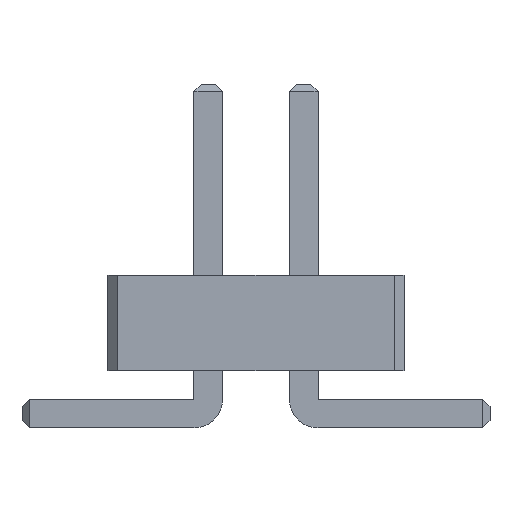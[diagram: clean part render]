
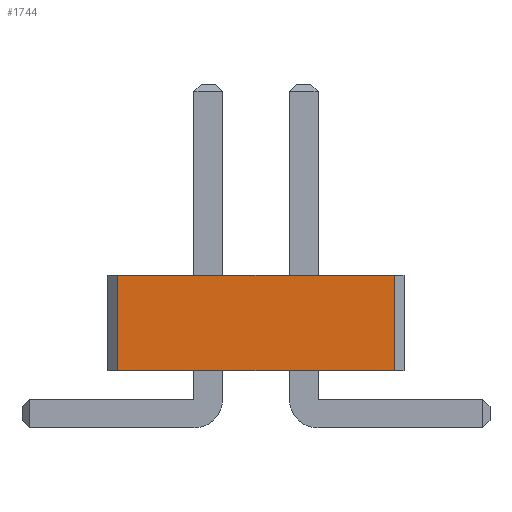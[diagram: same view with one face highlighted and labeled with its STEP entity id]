
A CAD part, front view. The second image highlights one B-rep face of the part: STEP entity #1744.
In plain terms, the highlighted planar face has unit normal (0, -1, 0).
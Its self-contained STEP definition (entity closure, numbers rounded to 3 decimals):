
#13=DIRECTION('',(0.,0.,1.));
#27=VECTOR('',#13,1.);
#67=DIRECTION('',(1.,0.,0.));
#1731=VERTEX_POINT('',#1732);
#1732=CARTESIAN_POINT('',(-1.45,-15.,1.6));
#1735=EDGE_CURVE('',#1736,#1731,#1738,.T.);
#1736=VERTEX_POINT('',#1737);
#1737=CARTESIAN_POINT('',(-1.45,-15.,0.6));
#1738=LINE('',#1737,#27);
#1744=ADVANCED_FACE('',(#1745),#1762,.F.);
#1745=FACE_BOUND('',#1746,.F.);
#1746=EDGE_LOOP('',(#1747,#1748,#1754,#1759));
#1747=ORIENTED_EDGE('',*,*,#1735,.T.);
#1748=ORIENTED_EDGE('',*,*,#1749,.T.);
#1749=EDGE_CURVE('',#1731,#1750,#1752,.T.);
#1750=VERTEX_POINT('',#1751);
#1751=CARTESIAN_POINT('',(1.45,-15.,1.6));
#1752=LINE('',#1732,#1753);
#1753=VECTOR('',#67,1.);
#1754=ORIENTED_EDGE('',*,*,#1755,.F.);
#1755=EDGE_CURVE('',#1756,#1750,#1758,.T.);
#1756=VERTEX_POINT('',#1757);
#1757=CARTESIAN_POINT('',(1.45,-15.,0.6));
#1758=LINE('',#1757,#27);
#1759=ORIENTED_EDGE('',*,*,#1760,.F.);
#1760=EDGE_CURVE('',#1736,#1756,#1761,.T.);
#1761=LINE('',#1737,#1753);
#1762=PLANE('',#1763);
#1763=AXIS2_PLACEMENT_3D('',#1737,#1764,#67);
#1764=DIRECTION('',(0.,1.,0.));
